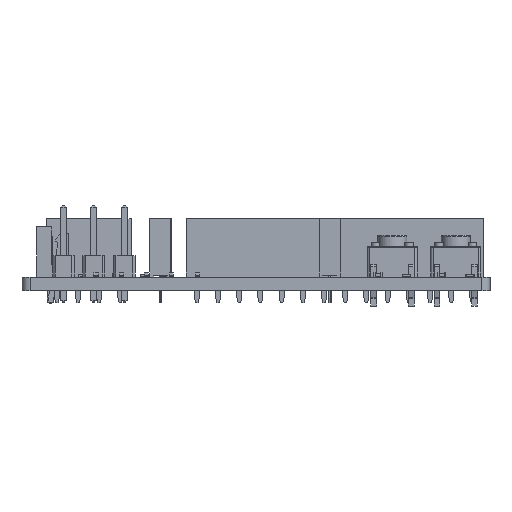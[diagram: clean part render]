
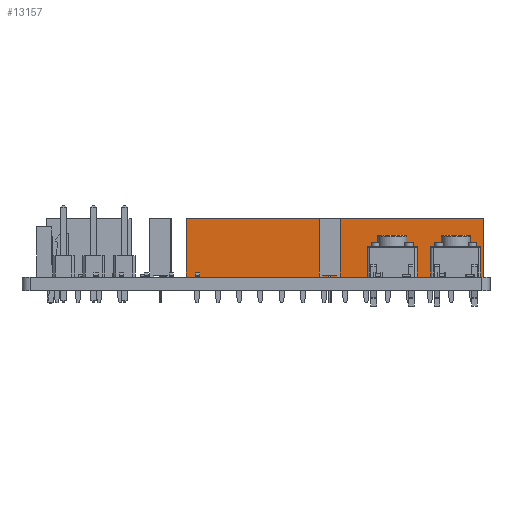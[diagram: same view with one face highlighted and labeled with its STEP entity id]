
A CAD part, left-side view. The second image highlights one B-rep face of the part: STEP entity #13157.
In plain terms, the highlighted planar face has unit normal (-1, 0, 0).
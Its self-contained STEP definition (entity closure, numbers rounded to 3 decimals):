
#11534 = VERTEX_POINT('',#11535);
#11535 = CARTESIAN_POINT('',(-1.27,-34.29,0.));
#11543 = EDGE_CURVE('',#11534,#11544,#11546,.T.);
#11544 = VERTEX_POINT('',#11545);
#11545 = CARTESIAN_POINT('',(-1.27,-34.29,7.));
#11546 = LINE('',#11547,#11548);
#11547 = CARTESIAN_POINT('',(-1.27,-34.29,0.));
#11548 = VECTOR('',#11549,1.);
#11549 = DIRECTION('',(0.,0.,1.));
#11606 = VERTEX_POINT('',#11607);
#11607 = CARTESIAN_POINT('',(-1.27,1.27,7.));
#11613 = EDGE_CURVE('',#11614,#11606,#11616,.T.);
#11614 = VERTEX_POINT('',#11615);
#11615 = CARTESIAN_POINT('',(-1.27,1.27,0.));
#11616 = LINE('',#11617,#11618);
#11617 = CARTESIAN_POINT('',(-1.27,1.27,0.));
#11618 = VECTOR('',#11619,1.);
#11619 = DIRECTION('',(0.,0.,1.));
#11678 = EDGE_CURVE('',#11606,#11544,#11679,.T.);
#11679 = LINE('',#11680,#11681);
#11680 = CARTESIAN_POINT('',(-1.27,1.27,7.));
#11681 = VECTOR('',#11682,1.);
#11682 = DIRECTION('',(0.,-1.,0.));
#12176 = EDGE_CURVE('',#11614,#11534,#12177,.T.);
#12177 = LINE('',#12178,#12179);
#12178 = CARTESIAN_POINT('',(-1.27,1.27,0.));
#12179 = VECTOR('',#12180,1.);
#12180 = DIRECTION('',(0.,-1.,0.));
#13157 = ADVANCED_FACE('',(#13158),#13164,.F.);
#13158 = FACE_BOUND('',#13159,.F.);
#13159 = EDGE_LOOP('',(#13160,#13161,#13162,#13163));
#13160 = ORIENTED_EDGE('',*,*,#11613,.T.);
#13161 = ORIENTED_EDGE('',*,*,#11678,.T.);
#13162 = ORIENTED_EDGE('',*,*,#11543,.F.);
#13163 = ORIENTED_EDGE('',*,*,#12176,.F.);
#13164 = PLANE('',#13165);
#13165 = AXIS2_PLACEMENT_3D('',#13166,#13167,#13168);
#13166 = CARTESIAN_POINT('',(-1.27,1.27,0.));
#13167 = DIRECTION('',(1.,0.,0.));
#13168 = DIRECTION('',(0.,-1.,0.));
